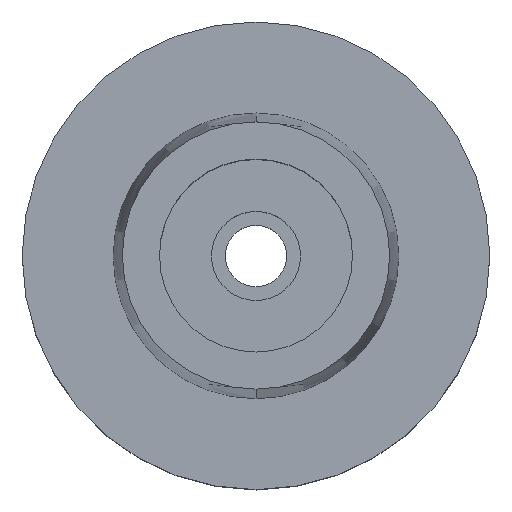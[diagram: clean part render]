
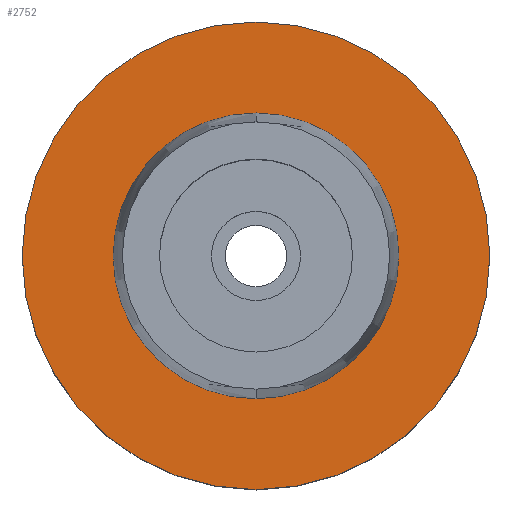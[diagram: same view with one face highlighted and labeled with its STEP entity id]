
A CAD part, top view. The second image highlights one B-rep face of the part: STEP entity #2752.
In plain terms, the highlighted planar face has unit normal (0, 0, 1).
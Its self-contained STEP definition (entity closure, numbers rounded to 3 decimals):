
#61 = CARTESIAN_POINT ( 'NONE',  ( 0., 0., 0. ) ) ;
#86 = CARTESIAN_POINT ( 'NONE',  ( 0., 31.5, 0. ) ) ;
#99 = DIRECTION ( 'NONE',  ( 0., 0., 1. ) ) ;
#283 = CARTESIAN_POINT ( 'NONE',  ( 0., 0., 0. ) ) ;
#311 = FACE_OUTER_BOUND ( 'NONE', #811, .T. ) ;
#352 = CARTESIAN_POINT ( 'NONE',  ( 0., 19.25, 0. ) ) ;
#409 = CIRCLE ( 'NONE', #2700, 31.5 ) ;
#479 = CARTESIAN_POINT ( 'NONE',  ( 0., 0., 0. ) ) ;
#489 = DIRECTION ( 'NONE',  ( 0., 0., 1. ) ) ;
#496 = FACE_BOUND ( 'NONE', #994, .T. ) ;
#509 = PLANE ( 'NONE',  #1356 ) ;
#513 = ORIENTED_EDGE ( 'NONE', *, *, #2314, .F. ) ;
#598 = CARTESIAN_POINT ( 'NONE',  ( 0., -19.25, 0. ) ) ;
#681 = VERTEX_POINT ( 'NONE', #352 ) ;
#724 = DIRECTION ( 'NONE',  ( 0., 1., 0. ) ) ;
#749 = DIRECTION ( 'NONE',  ( 0., 0., 1. ) ) ;
#811 = EDGE_LOOP ( 'NONE', ( #1696, #513 ) ) ;
#994 = EDGE_LOOP ( 'NONE', ( #1730, #1439 ) ) ;
#1136 = DIRECTION ( 'NONE',  ( 0., 0., -1. ) ) ;
#1170 = DIRECTION ( 'NONE',  ( 0., -1., 0. ) ) ;
#1356 = AXIS2_PLACEMENT_3D ( 'NONE', #61, #749, #1809 ) ;
#1390 = AXIS2_PLACEMENT_3D ( 'NONE', #2216, #489, #724 ) ;
#1439 = ORIENTED_EDGE ( 'NONE', *, *, #2767, .F. ) ;
#1625 = DIRECTION ( 'NONE',  ( 0., -1., 0. ) ) ;
#1648 = CARTESIAN_POINT ( 'NONE',  ( 0., -31.5, 0. ) ) ;
#1673 = AXIS2_PLACEMENT_3D ( 'NONE', #283, #99, #1170 ) ;
#1696 = ORIENTED_EDGE ( 'NONE', *, *, #2669, .F. ) ;
#1713 = VERTEX_POINT ( 'NONE', #86 ) ;
#1730 = ORIENTED_EDGE ( 'NONE', *, *, #2209, .F. ) ;
#1761 = CIRCLE ( 'NONE', #2579, 31.5 ) ;
#1809 = DIRECTION ( 'NONE',  ( 1., 0., 0. ) ) ;
#1903 = VERTEX_POINT ( 'NONE', #598 ) ;
#1956 = VERTEX_POINT ( 'NONE', #1648 ) ;
#1982 = DIRECTION ( 'NONE',  ( 0., 1., 0. ) ) ;
#2046 = CARTESIAN_POINT ( 'NONE',  ( 0., 0., 0. ) ) ;
#2061 = DIRECTION ( 'NONE',  ( 0., 0., -1. ) ) ;
#2209 = EDGE_CURVE ( 'NONE', #681, #1903, #2250, .T. ) ;
#2215 = CIRCLE ( 'NONE', #1673, 19.25 ) ;
#2216 = CARTESIAN_POINT ( 'NONE',  ( 0., 0., 0. ) ) ;
#2250 = CIRCLE ( 'NONE', #1390, 19.25 ) ;
#2314 = EDGE_CURVE ( 'NONE', #1956, #1713, #409, .T. ) ;
#2579 = AXIS2_PLACEMENT_3D ( 'NONE', #479, #1136, #1982 ) ;
#2669 = EDGE_CURVE ( 'NONE', #1713, #1956, #1761, .T. ) ;
#2700 = AXIS2_PLACEMENT_3D ( 'NONE', #2046, #2061, #1625 ) ;
#2752 = ADVANCED_FACE ( 'NONE', ( #311, #496 ), #509, .T. ) ;
#2767 = EDGE_CURVE ( 'NONE', #1903, #681, #2215, .T. ) ;
